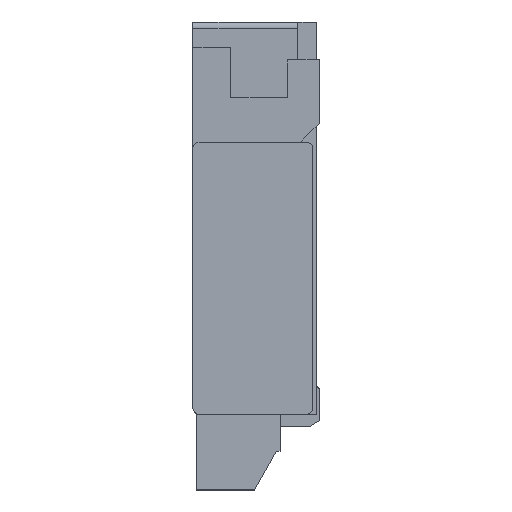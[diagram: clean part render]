
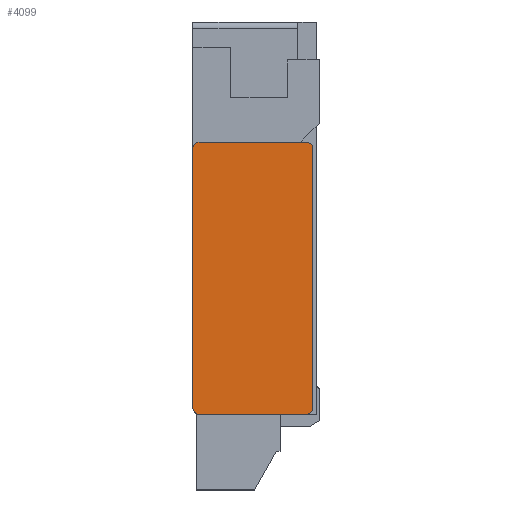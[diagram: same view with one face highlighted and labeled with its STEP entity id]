
A CAD part, left-side view. The second image highlights one B-rep face of the part: STEP entity #4099.
In plain terms, the highlighted planar face has unit normal (-1, 0, 0).
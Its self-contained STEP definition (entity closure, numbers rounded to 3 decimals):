
#195 = EDGE_LOOP ( 'NONE', ( #4962, #4963, #4964, #4965, #4966, #4967, #4968, #4969 ) ) ;
#2102 = LINE ( 'NONE', #5606, #2103 ) ;
#2103 = VECTOR ( 'NONE', #5607, 1000. ) ;
#2124 = LINE ( 'NONE', #5628, #2125 ) ;
#2125 = VECTOR ( 'NONE', #5629, 1000. ) ;
#2219 = LINE ( 'NONE', #5771, #2236 ) ;
#2236 = VECTOR ( 'NONE', #5772, 1000. ) ;
#2255 = LINE ( 'NONE', #5792, #2256 ) ;
#2256 = VECTOR ( 'NONE', #5793, 1000. ) ;
#2267 = CIRCLE ( 'NONE', #4876, 0.05 ) ;
#2279 = CIRCLE ( 'NONE', #4879, 0.05 ) ;
#2281 = CIRCLE ( 'NONE', #4880, 0.05 ) ;
#2285 = CIRCLE ( 'NONE', #4881, 0.05 ) ;
#2477 = FACE_OUTER_BOUND ( 'NONE', #195, .T. ) ;
#3886 = EDGE_CURVE ( 'NONE', #5143, #5142, #2102, .T. ) ;
#3897 = EDGE_CURVE ( 'NONE', #5154, #5153, #2124, .T. ) ;
#3961 = EDGE_CURVE ( 'NONE', #9523, #9522, #2219, .T. ) ;
#3971 = EDGE_CURVE ( 'NONE', #9527, #9528, #2255, .T. ) ;
#3976 = EDGE_CURVE ( 'NONE', #9522, #5154, #2267, .T. ) ;
#3984 = EDGE_CURVE ( 'NONE', #9528, #9523, #2279, .T. ) ;
#3985 = EDGE_CURVE ( 'NONE', #5153, #5143, #2281, .T. ) ;
#3988 = EDGE_CURVE ( 'NONE', #5142, #9527, #2285, .T. ) ;
#4099 = ADVANCED_FACE ( 'NONE', ( #2477 ), #6104, .F. ) ;
#4876 = AXIS2_PLACEMENT_3D ( 'NONE', #5803, #5804, #5805 ) ;
#4879 = AXIS2_PLACEMENT_3D ( 'NONE', #5818, #5825, #5826 ) ;
#4880 = AXIS2_PLACEMENT_3D ( 'NONE', #5821, #5827, #5828 ) ;
#4881 = AXIS2_PLACEMENT_3D ( 'NONE', #5832, #5834, #5835 ) ;
#4929 = AXIS2_PLACEMENT_3D ( 'NONE', #6107, #6128, #6129 ) ;
#4962 = ORIENTED_EDGE ( 'NONE', *, *, #3984, .T. ) ;
#4963 = ORIENTED_EDGE ( 'NONE', *, *, #3961, .T. ) ;
#4964 = ORIENTED_EDGE ( 'NONE', *, *, #3976, .T. ) ;
#4965 = ORIENTED_EDGE ( 'NONE', *, *, #3897, .T. ) ;
#4966 = ORIENTED_EDGE ( 'NONE', *, *, #3985, .T. ) ;
#4967 = ORIENTED_EDGE ( 'NONE', *, *, #3886, .T. ) ;
#4968 = ORIENTED_EDGE ( 'NONE', *, *, #3988, .T. ) ;
#4969 = ORIENTED_EDGE ( 'NONE', *, *, #3971, .T. ) ;
#5142 = VERTEX_POINT ( 'NONE', #8529 ) ;
#5143 = VERTEX_POINT ( 'NONE', #8530 ) ;
#5153 = VERTEX_POINT ( 'NONE', #8540 ) ;
#5154 = VERTEX_POINT ( 'NONE', #8541 ) ;
#5606 = CARTESIAN_POINT ( 'NONE',  ( -3.5, 0.1, -1.25 ) ) ;
#5607 = DIRECTION ( 'NONE',  ( 0., -1., 0. ) ) ;
#5628 = CARTESIAN_POINT ( 'NONE',  ( -3.5, 1., -1.2 ) ) ;
#5629 = DIRECTION ( 'NONE',  ( 0., 0., -1. ) ) ;
#5771 = CARTESIAN_POINT ( 'NONE',  ( -3.5, 0.95, 0.9 ) ) ;
#5772 = DIRECTION ( 'NONE',  ( 0., 1., 0. ) ) ;
#5792 = CARTESIAN_POINT ( 'NONE',  ( -3.5, 0.05, 0.85 ) ) ;
#5793 = DIRECTION ( 'NONE',  ( 0., 0., 1. ) ) ;
#5803 = CARTESIAN_POINT ( 'NONE',  ( -3.5, 0.95, 0.85 ) ) ;
#5804 = DIRECTION ( 'NONE',  ( -1., 0., 0. ) ) ;
#5805 = DIRECTION ( 'NONE',  ( 0., 0., 1. ) ) ;
#5818 = CARTESIAN_POINT ( 'NONE',  ( -3.5, 0.1, 0.85 ) ) ;
#5821 = CARTESIAN_POINT ( 'NONE',  ( -3.5, 0.95, -1.2 ) ) ;
#5825 = DIRECTION ( 'NONE',  ( -1., 0., 0. ) ) ;
#5826 = DIRECTION ( 'NONE',  ( 0., 0., 1. ) ) ;
#5827 = DIRECTION ( 'NONE',  ( -1., 0., 0. ) ) ;
#5828 = DIRECTION ( 'NONE',  ( 0., 0., 1. ) ) ;
#5832 = CARTESIAN_POINT ( 'NONE',  ( -3.5, 0.1, -1.2 ) ) ;
#5834 = DIRECTION ( 'NONE',  ( -1., 0., 0. ) ) ;
#5835 = DIRECTION ( 'NONE',  ( 0., 0., 1. ) ) ;
#6104 = PLANE ( 'NONE',  #4929 ) ;
#6107 = CARTESIAN_POINT ( 'NONE',  ( -3.5, 1., -1.25 ) ) ;
#6128 = DIRECTION ( 'NONE',  ( 1., 0., 0. ) ) ;
#6129 = DIRECTION ( 'NONE',  ( 0., 0., -1. ) ) ;
#8529 = CARTESIAN_POINT ( 'NONE',  ( -3.5, 0.1, -1.25 ) ) ;
#8530 = CARTESIAN_POINT ( 'NONE',  ( -3.5, 0.95, -1.25 ) ) ;
#8540 = CARTESIAN_POINT ( 'NONE',  ( -3.5, 1., -1.2 ) ) ;
#8541 = CARTESIAN_POINT ( 'NONE',  ( -3.5, 1., 0.85 ) ) ;
#8806 = CARTESIAN_POINT ( 'NONE',  ( -3.5, 0.95, 0.9 ) ) ;
#8807 = CARTESIAN_POINT ( 'NONE',  ( -3.5, 0.1, 0.9 ) ) ;
#8811 = CARTESIAN_POINT ( 'NONE',  ( -3.5, 0.05, -1.2 ) ) ;
#8812 = CARTESIAN_POINT ( 'NONE',  ( -3.5, 0.05, 0.85 ) ) ;
#9522 = VERTEX_POINT ( 'NONE', #8806 ) ;
#9523 = VERTEX_POINT ( 'NONE', #8807 ) ;
#9527 = VERTEX_POINT ( 'NONE', #8811 ) ;
#9528 = VERTEX_POINT ( 'NONE', #8812 ) ;
